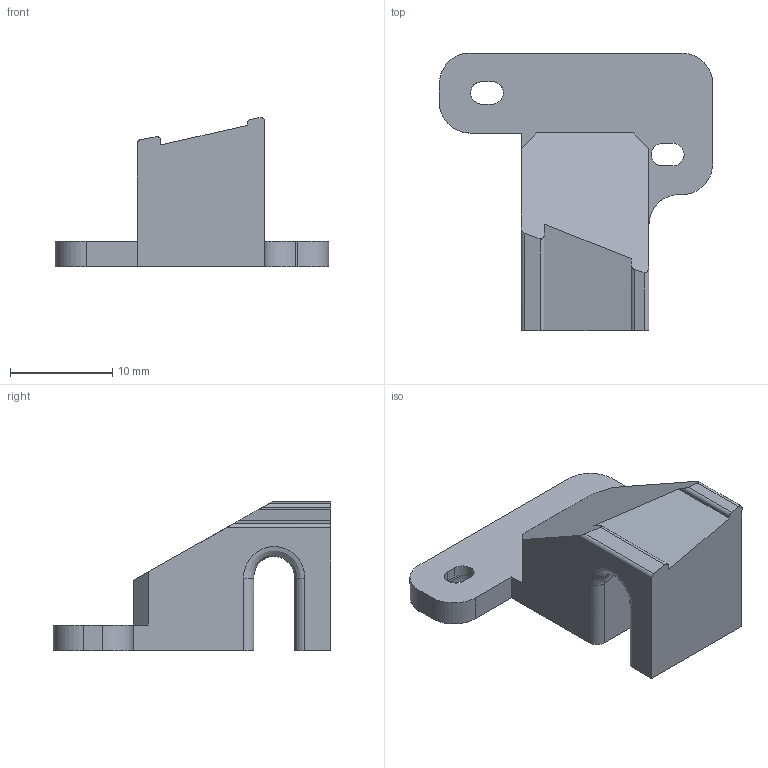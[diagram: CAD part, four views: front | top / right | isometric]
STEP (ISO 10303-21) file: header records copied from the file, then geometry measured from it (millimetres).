
FILE_DESCRIPTION(/* description */ (''),/* implementation_level */ '2;1');
FILE_NAME(/* name */ 'P1fan_frame',/* time_stamp */ '2023-12-17T17:36:52+08:00',/* author */ (''),/* organization */ (''),/* preprocessor_version */ 'ST-DEVELOPER v16.5',/* originating_system */ 'Rhino 7.35',/* authorisation */ '');
FILE_SCHEMA (('CONFIG_CONTROL_DESIGN'));
Length unit declared in the file: millimetre
Products named in the file (1): Document
Bounding box: 26.73 x 27.17 x 14.58 mm (x, y, z)
Volume: 2752.1 mm3; surface area: 1944.5 mm2
Topology: 1 solids, 1 shells, 64 faces, 176 edges, 116 vertices
Faces by surface type: plane 40, cylinder 22, bspline 2
Entity records: 2040 total; most frequent: CARTESIAN_POINT 847, ORIENTED_EDGE 352, EDGE_CURVE 176, VERTEX_POINT 116, EDGE_LOOP 70, B_SPLINE_CURVE_WITH_KNOTS 67, DIRECTION 66, ADVANCED_FACE 64
